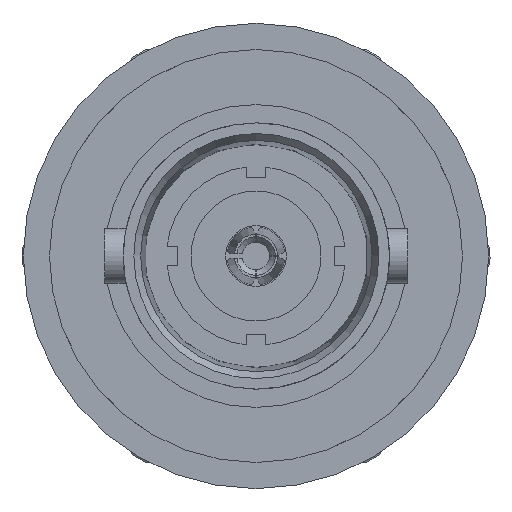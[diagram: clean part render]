
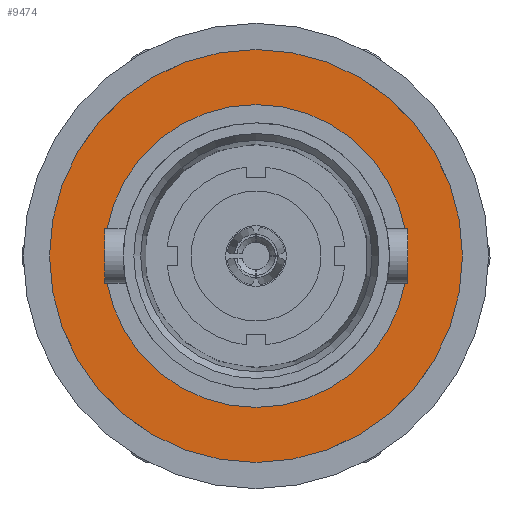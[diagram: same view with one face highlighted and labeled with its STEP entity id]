
A CAD part, left-side view. The second image highlights one B-rep face of the part: STEP entity #9474.
In plain terms, the highlighted planar face has unit normal (-1, 0, 0).
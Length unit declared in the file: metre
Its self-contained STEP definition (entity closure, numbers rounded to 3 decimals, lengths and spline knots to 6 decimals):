
#92 = FACE_OUTER_BOUND ( 'NONE', #9238, .T. ) ;
#93 = FACE_BOUND ( 'NONE', #9239, .T. ) ;
#437 = VERTEX_POINT ( 'NONE', #1841 ) ;
#447 = VERTEX_POINT ( 'NONE', #1851 ) ;
#1841 = CARTESIAN_POINT ( 'NONE',  ( 0.0118, 0., 0.0075 ) ) ;
#1851 = CARTESIAN_POINT ( 'NONE',  ( 0.0118, 0., 0.0055 ) ) ;
#3838 = EDGE_CURVE ( 'NONE', #437, #437, #10112, .T. ) ;
#3892 = EDGE_CURVE ( 'NONE', #447, #447, #9908, .T. ) ;
#4614 = ORIENTED_EDGE ( 'NONE', *, *, #3838, .T. ) ;
#4633 = ORIENTED_EDGE ( 'NONE', *, *, #3892, .F. ) ;
#5951 = CARTESIAN_POINT ( 'NONE',  ( 0.0118, 0., 0. ) ) ;
#5952 = DIRECTION ( 'NONE',  ( -1., 0., 0. ) ) ;
#5953 = DIRECTION ( 'NONE',  ( 0., 0., 1. ) ) ;
#6297 = CARTESIAN_POINT ( 'NONE',  ( 0.0118, 0., 0. ) ) ;
#6298 = DIRECTION ( 'NONE',  ( -1., 0., 0. ) ) ;
#6299 = DIRECTION ( 'NONE',  ( 0., 0., 1. ) ) ;
#7065 = AXIS2_PLACEMENT_3D ( 'NONE', #7342, #7343, #7344 ) ;
#7341 = PLANE ( 'NONE',  #7065 ) ;
#7342 = CARTESIAN_POINT ( 'NONE',  ( 0.0118, 0.0075, 0. ) ) ;
#7343 = DIRECTION ( 'NONE',  ( 1., 0., 0. ) ) ;
#7344 = DIRECTION ( 'NONE',  ( 0., 0., -1. ) ) ;
#9238 = EDGE_LOOP ( 'NONE', ( #4614 ) ) ;
#9239 = EDGE_LOOP ( 'NONE', ( #4633 ) ) ;
#9474 = ADVANCED_FACE ( 'NONE', ( #92, #93 ), #7341, .F. ) ;
#9908 = CIRCLE ( 'NONE', #9909, 0.0055 ) ;
#9909 = AXIS2_PLACEMENT_3D ( 'NONE', #6297, #6298, #6299 ) ;
#10112 = CIRCLE ( 'NONE', #10113, 0.0075 ) ;
#10113 = AXIS2_PLACEMENT_3D ( 'NONE', #5951, #5952, #5953 ) ;
